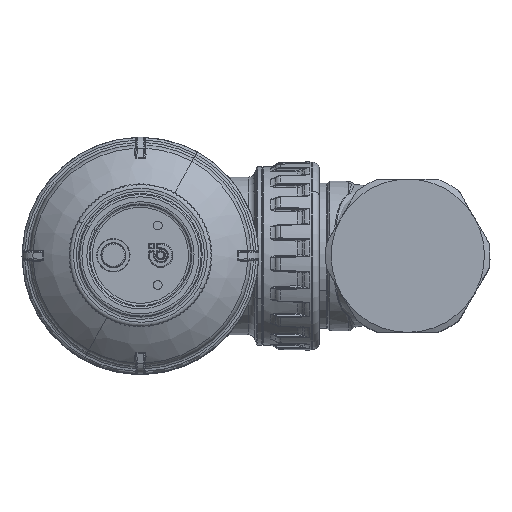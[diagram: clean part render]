
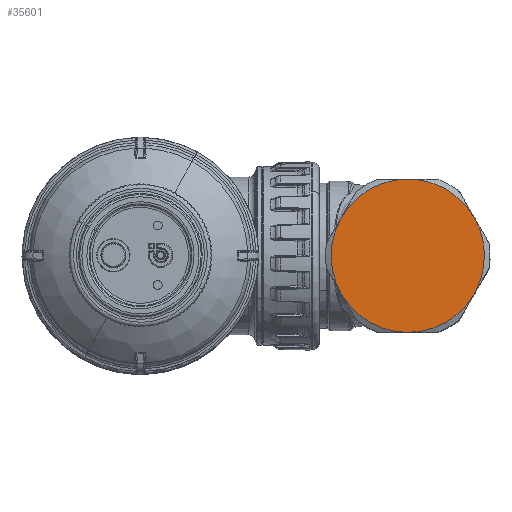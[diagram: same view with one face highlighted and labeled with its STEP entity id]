
A CAD part, top view. The second image highlights one B-rep face of the part: STEP entity #35601.
In plain terms, the highlighted planar face has unit normal (0, 0, 1).
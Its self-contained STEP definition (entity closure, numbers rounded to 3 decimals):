
#34417=CARTESIAN_POINT('Vertex',(89.155,-17.,70.)) ;
#34498=CARTESIAN_POINT('Vertex',(118.6,34.,70.)) ;
#34608=CARTESIAN_POINT('Vertex',(89.155,17.,70.)) ;
#34672=CARTESIAN_POINT('Vertex',(118.6,-34.,70.)) ;
#35174=CARTESIAN_POINT('Axis2P3D Location',(118.6,0.,70.)) ;
#35188=CARTESIAN_POINT('Axis2P3D Location',(118.6,0.,70.)) ;
#35192=CARTESIAN_POINT('Vertex',(88.762,16.3,70.)) ;
#35210=CARTESIAN_POINT('Axis2P3D Location',(118.6,0.,70.)) ;
#35227=CARTESIAN_POINT('Vertex',(148.045,17.,70.)) ;
#35230=CARTESIAN_POINT('Axis2P3D Location',(118.6,0.,70.)) ;
#35244=CARTESIAN_POINT('Axis2P3D Location',(118.6,0.,70.)) ;
#35379=CARTESIAN_POINT('Vertex',(148.045,-17.,70.)) ;
#35382=CARTESIAN_POINT('Axis2P3D Location',(118.6,0.,70.)) ;
#35567=CARTESIAN_POINT('Vertex',(148.438,-16.3,70.)) ;
#35570=CARTESIAN_POINT('Axis2P3D Location',(118.6,0.,70.)) ;
#35581=CARTESIAN_POINT('Axis2P3D Location',(152.6,0.,70.)) ;
#35586=CARTESIAN_POINT('Axis2P3D Location',(118.6,0.,70.)) ;
#35175=DIRECTION('Axis2P3D Direction',(0.,0.,1.)) ;
#35189=DIRECTION('Axis2P3D Direction',(0.,0.,1.)) ;
#35211=DIRECTION('Axis2P3D Direction',(0.,0.,1.)) ;
#35231=DIRECTION('Axis2P3D Direction',(0.,0.,1.)) ;
#35245=DIRECTION('Axis2P3D Direction',(0.,0.,1.)) ;
#35383=DIRECTION('Axis2P3D Direction',(0.,0.,1.)) ;
#35571=DIRECTION('Axis2P3D Direction',(0.,0.,1.)) ;
#35582=DIRECTION('Axis2P3D Direction',(0.,0.,-1.)) ;
#35583=DIRECTION('Axis2P3D XDirection',(1.,0.,0.)) ;
#35587=DIRECTION('Axis2P3D Direction',(0.,0.,-1.)) ;
#35176=AXIS2_PLACEMENT_3D('Circle Axis2P3D',#35174,#35175,$) ;
#35190=AXIS2_PLACEMENT_3D('Circle Axis2P3D',#35188,#35189,$) ;
#35212=AXIS2_PLACEMENT_3D('Circle Axis2P3D',#35210,#35211,$) ;
#35232=AXIS2_PLACEMENT_3D('Circle Axis2P3D',#35230,#35231,$) ;
#35246=AXIS2_PLACEMENT_3D('Circle Axis2P3D',#35244,#35245,$) ;
#35384=AXIS2_PLACEMENT_3D('Circle Axis2P3D',#35382,#35383,$) ;
#35572=AXIS2_PLACEMENT_3D('Circle Axis2P3D',#35570,#35571,$) ;
#35584=AXIS2_PLACEMENT_3D('Plane Axis2P3D',#35581,#35582,#35583) ;
#35588=AXIS2_PLACEMENT_3D('Circle Axis2P3D',#35586,#35587,$) ;
#35177=CIRCLE('generated circle',#35176,34.) ;
#35191=CIRCLE('generated circle',#35190,34.) ;
#35213=CIRCLE('generated circle',#35212,34.) ;
#35233=CIRCLE('generated circle',#35232,34.) ;
#35247=CIRCLE('generated circle',#35246,34.) ;
#35385=CIRCLE('generated circle',#35384,34.) ;
#35573=CIRCLE('generated circle',#35572,34.) ;
#35589=CIRCLE('generated circle',#35588,34.) ;
#35585=PLANE('',#35584) ;
#35178=EDGE_CURVE('',#34673,#34418,#35177,.F.) ;
#35194=EDGE_CURVE('',#34418,#35193,#35191,.F.) ;
#35214=EDGE_CURVE('',#35193,#34609,#35213,.F.) ;
#35234=EDGE_CURVE('',#34499,#35228,#35233,.F.) ;
#35248=EDGE_CURVE('',#34609,#34499,#35247,.F.) ;
#35386=EDGE_CURVE('',#35380,#34673,#35385,.F.) ;
#35574=EDGE_CURVE('',#35568,#35380,#35573,.F.) ;
#35590=EDGE_CURVE('',#35228,#35568,#35589,.T.) ;
#35592=ORIENTED_EDGE('',*,*,#35194,.F.) ;
#35593=ORIENTED_EDGE('',*,*,#35178,.F.) ;
#35594=ORIENTED_EDGE('',*,*,#35386,.F.) ;
#35595=ORIENTED_EDGE('',*,*,#35574,.F.) ;
#35596=ORIENTED_EDGE('',*,*,#35590,.F.) ;
#35597=ORIENTED_EDGE('',*,*,#35234,.F.) ;
#35598=ORIENTED_EDGE('',*,*,#35248,.F.) ;
#35599=ORIENTED_EDGE('',*,*,#35214,.F.) ;
#35591=EDGE_LOOP('',(#35592,#35593,#35594,#35595,#35596,#35597,#35598,#35599)) ;
#34418=VERTEX_POINT('',#34417) ;
#34499=VERTEX_POINT('',#34498) ;
#34609=VERTEX_POINT('',#34608) ;
#34673=VERTEX_POINT('',#34672) ;
#35193=VERTEX_POINT('',#35192) ;
#35228=VERTEX_POINT('',#35227) ;
#35380=VERTEX_POINT('',#35379) ;
#35568=VERTEX_POINT('',#35567) ;
#35601=ADVANCED_FACE('PartBody',(#35600),#35585,.F.) ;
#35600=FACE_OUTER_BOUND('',#35591,.T.) ;
